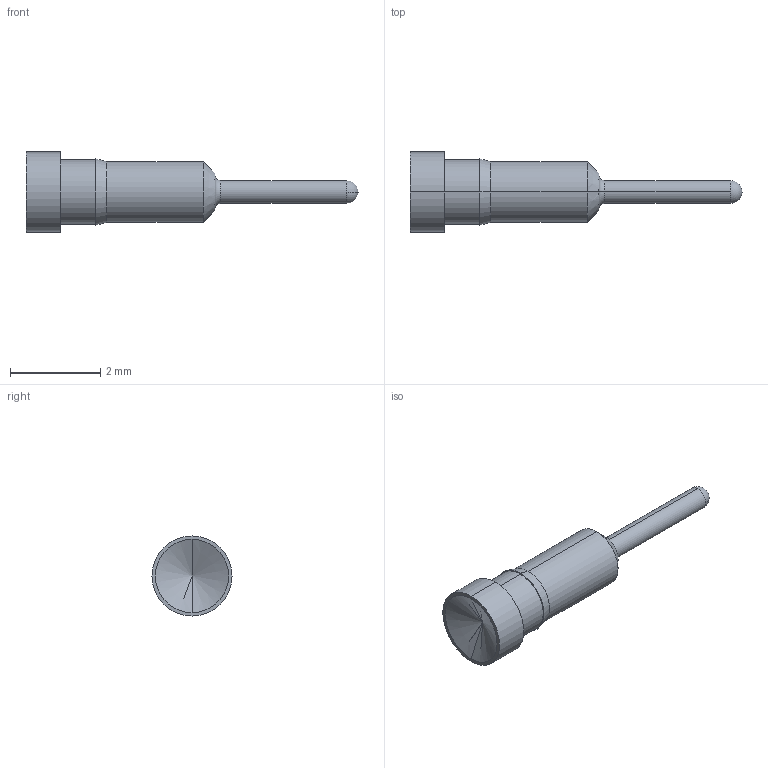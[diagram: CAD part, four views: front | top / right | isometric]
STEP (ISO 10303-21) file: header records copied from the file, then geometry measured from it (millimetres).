
FILE_DESCRIPTION (( 'STEP AP214' ), '1' );
FILE_NAME ('mill-max-1948-0-00-15-00-00-03-0.step', '2019-03-25T05:12:15', ( '' ), ( '' ), 'SwSTEP 2.0', 'SolidWorks 2019', '' );
FILE_SCHEMA (( 'AUTOMOTIVE_DESIGN' ));
Length unit declared in the file: inch
Products named in the file (1): mill-max-1948-0-00-15-00-00-03-0
Bounding box: 7.37 x 1.78 x 1.78 mm (x, y, z)
Volume: 7.2 mm3; surface area: 28.2 mm2
Topology: 1 solids, 1 shells, 24 faces, 52 edges, 30 vertices
Faces by surface type: cylinder 10, cone 6, plane 4, torus 2, sphere 2
Entity records: 676 total; most frequent: DIRECTION 130, CARTESIAN_POINT 103, ORIENTED_EDGE 96, AXIS2_PLACEMENT_3D 57, EDGE_CURVE 48, CIRCLE 32, VERTEX_POINT 30, EDGE_LOOP 28
